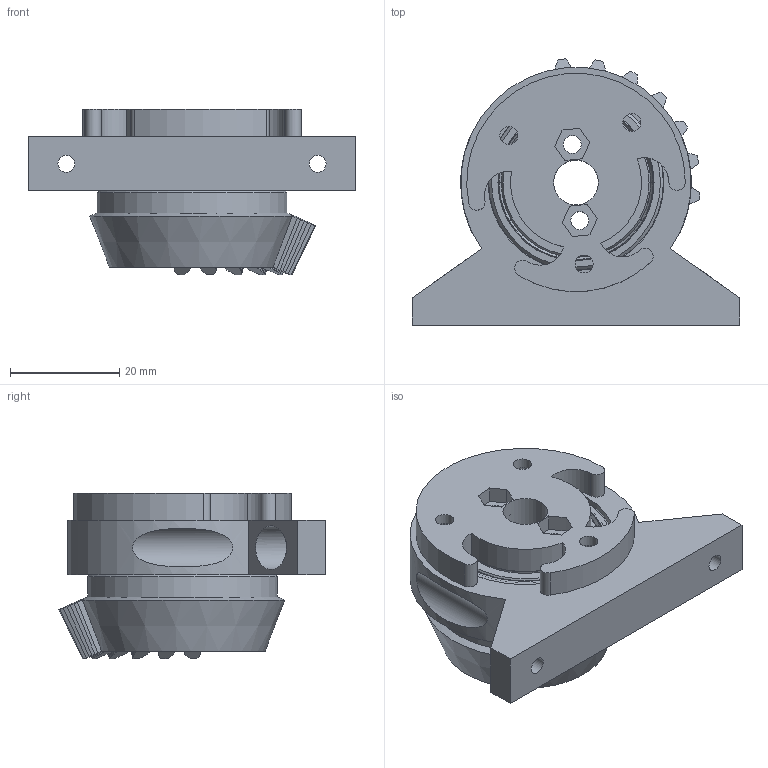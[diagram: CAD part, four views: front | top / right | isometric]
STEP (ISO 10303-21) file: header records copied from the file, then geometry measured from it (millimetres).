
FILE_DESCRIPTION(/* description */ (''),/* implementation_level */ '2;1');
FILE_NAME(/* name */ 'Axle_mount.step',/* time_stamp */ '2024-07-02T21:17:49+02:00',/* author */ (''),/* organization */ (''),/* preprocessor_version */ 'ST-DEVELOPER v20',/* originating_system */ 'Autodesk Translation Framework v13.14.0.145',/* authorisation */ '');
FILE_SCHEMA (('AUTOMOTIVE_DESIGN { 1 0 10303 214 3 1 1 }'));
Length unit declared in the file: millimetre
Products named in the file (5): Axle_mount; 5972K157_Ball Bearing; Achsenhalterung_neu; Arm_coupler; Bevel_gear
Assembly tree (4 placements, depth 2):
  Axle_mount
    5972K157_Ball Bearing
    Achsenhalterung_neu
    Arm_coupler
    Bevel_gear
Bounding box: 60 x 48.77 x 30.37 mm (x, y, z)
Volume: 31124.9 mm3; surface area: 20444.5 mm2
Topology: 21 solids, 21 shells, 505 faces, 1387 edges, 917 vertices
Faces by surface type: plane 313, cone 73, cylinder 57, torus 50, sphere 12
Full cylindrical faces by diameter (mm): 3.1 x2, 3.3 x7, 5.75 x2, 5.8 x3, 8 x2, 8.2 x2, 20 x2, 20.5 x1, 22.363 x4, 23.214 x2, 25 x2, 27.39 x2, 27.729 x2, 28.58 x4, 29.637 x2, 32 x1, 32.2 x1, 34.848 x1
Entity records: 16336 total; most frequent: CARTESIAN_POINT 2904, DIRECTION 2892, ORIENTED_EDGE 2726, EDGE_CURVE 1363, AXIS2_PLACEMENT_3D 1031, VERTEX_POINT 917, LINE 830, VECTOR 830
